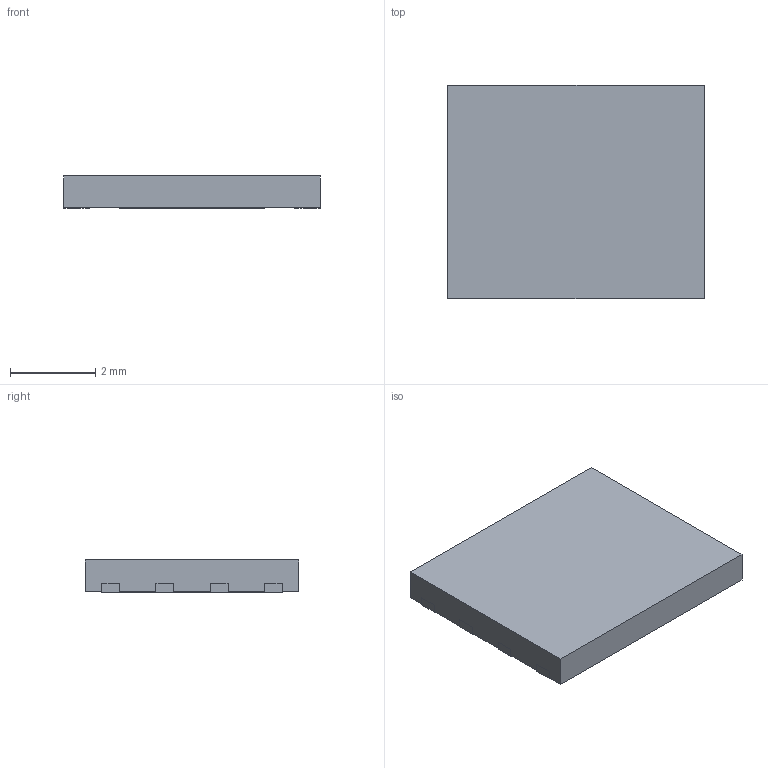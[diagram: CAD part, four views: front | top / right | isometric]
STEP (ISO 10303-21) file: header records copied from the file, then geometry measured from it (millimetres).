
FILE_DESCRIPTION (( 'STEP AP214' ), '1' );
FILE_NAME ('WSON-8.STEP', '2022-01-31T11:22:51', ( '' ), ( '' ), 'SwSTEP 2.0', 'SolidWorks 2019', '' );
FILE_SCHEMA (( 'AUTOMOTIVE_DESIGN' ));
Length unit declared in the file: millimetre
Products named in the file (1): WSON-8
Bounding box: 6 x 5 x 0.75 mm (x, y, z)
Volume: 22.2 mm3; surface area: 76.7 mm2
Topology: 1 solids, 1 shells, 76 faces, 219 edges, 146 vertices
Faces by surface type: plane 60, cylinder 16
Entity records: 3345 total; most frequent: CARTESIAN_POINT 442, ORIENTED_EDGE 438, DIRECTION 405, EDGE_CURVE 219, VECTOR 187, LINE 187, VERTEX_POINT 146, AXIS2_PLACEMENT_3D 109
